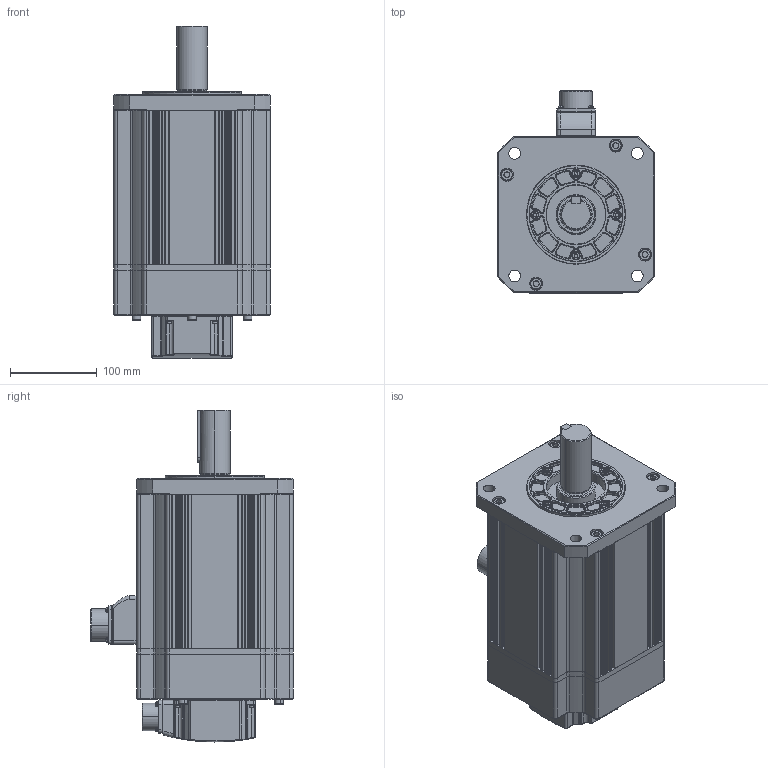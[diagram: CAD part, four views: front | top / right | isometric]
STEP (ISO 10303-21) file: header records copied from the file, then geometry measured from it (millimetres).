
FILE_DESCRIPTION (( 'STEP AP214' ), '1' );
FILE_NAME ('FM18GA003G03_Out Line(APM-FF55D_K2,FF44G_K2,FF30M_K2).STEP', '2018-12-05T06:10:43', ( '' ), ( '' ), 'SwSTEP 2.0', 'SolidWorks 2011', '' );
FILE_SCHEMA (( 'AUTOMOTIVE_DESIGN' ));
Length unit declared in the file: millimetre
Products named in the file (1): FM18GA003G03_Out Line(APM-FF55D_K2,FF44G_K2,FF30M_K2)
Bounding box: 180 x 233 x 382.9 mm (x, y, z)
Volume: 7672652.7 mm3; surface area: 625440.9 mm2
Topology: 64 solids, 64 shells, 2544 faces, 6353 edges, 4014 vertices
Faces by surface type: cylinder 967, plane 834, cone 288, torus 261, bspline 194
Entity records: 115365 total; most frequent: CARTESIAN_POINT 25567, DIRECTION 13189, ORIENTED_EDGE 12570, EDGE_CURVE 6285, AXIS2_PLACEMENT_3D 5140, VERTEX_POINT 4014, LINE 2909, VECTOR 2909
